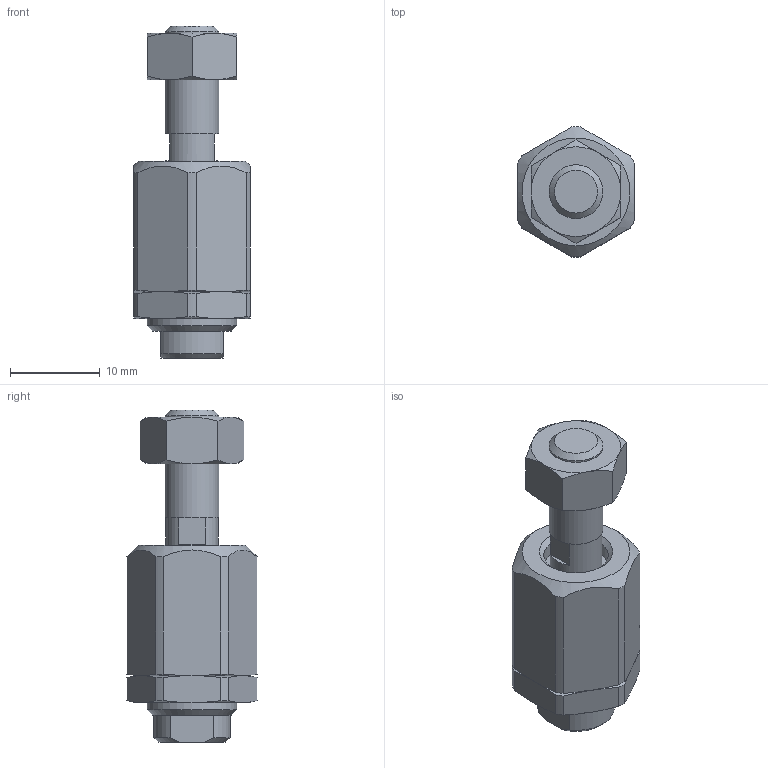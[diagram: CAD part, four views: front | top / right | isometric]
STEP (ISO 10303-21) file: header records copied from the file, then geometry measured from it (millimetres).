
FILE_DESCRIPTION(/* description */ ('STEP AP214'),/* implementation_level */ '2;1');
FILE_NAME(/* name */ '8170115_DARP-M6-F',/* time_stamp */ '2024-08-14T15:20:23+02:00',/* author */ ('License CC BY-ND 4.0'),/* organization */ ('CADENAS'),/* preprocessor_version */ 'ST-DEVELOPER v19.3',/* originating_system */ 'PARTsolutions',/* authorisation */ ' ');
FILE_SCHEMA (('AUTOMOTIVE_DESIGN {1 0 10303 214 3 1 1}'));
Length unit declared in the file: millimetre
Products named in the file (3): 8170115 DARP-M6-F---(high); 8170115 DARP-M6-F---(highK); ISO 4032 - M6(F)
Assembly tree (2 placements, depth 2):
  8170115 DARP-M6-F---(high)
    8170115 DARP-M6-F---(highK)
    ISO 4032 - M6(F)
Bounding box: 13 x 14.5 x 37 mm (x, y, z)
Volume: 3294.2 mm3; surface area: 2071.3 mm2
Topology: 2 solids, 2 shells, 93 faces, 207 edges, 124 vertices
Faces by surface type: cone 39, plane 34, cylinder 20
Full cylindrical faces by diameter (mm): 4.917 x2, 5.8 x1, 6 x1, 7.2 x1, 10 x1
Entity records: 2619 total; most frequent: CARTESIAN_POINT 632, DIRECTION 390, ORIENTED_EDGE 384, EDGE_CURVE 192, AXIS2_PLACEMENT_3D 172, VERTEX_POINT 122, EDGE_LOOP 114, FACE_BOUND 114
